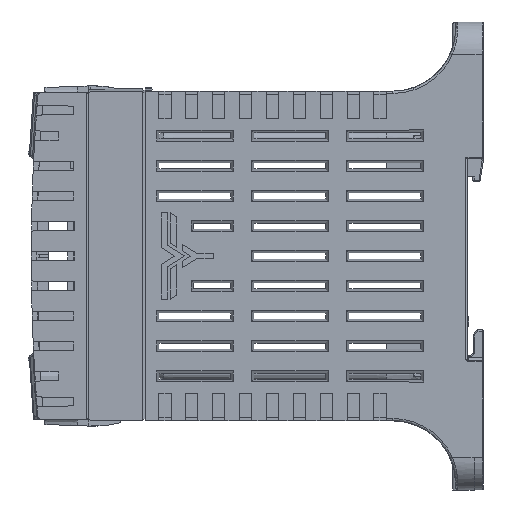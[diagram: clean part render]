
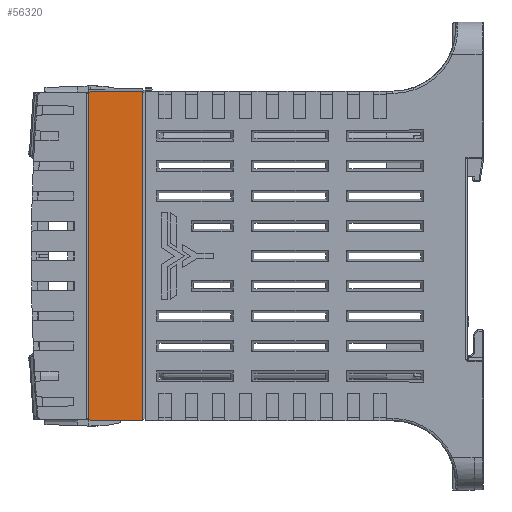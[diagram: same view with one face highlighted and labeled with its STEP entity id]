
A CAD part, left-side view. The second image highlights one B-rep face of the part: STEP entity #56320.
In plain terms, the highlighted planar face has unit normal (-1, 0.018, 0).
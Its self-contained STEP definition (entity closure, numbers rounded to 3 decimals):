
#2744=FACE_OUTER_BOUND('',#5513,.T.);
#5513=EDGE_LOOP('',(#38627,#38628,#38629,#38630));
#8694=LINE('',#78294,#15487);
#8695=LINE('',#78296,#15488);
#8696=LINE('',#78298,#15489);
#8697=LINE('',#78299,#15490);
#15487=VECTOR('',#63329,10.);
#15488=VECTOR('',#63330,10.);
#15489=VECTOR('',#63331,10.);
#15490=VECTOR('',#63332,10.);
#23276=VERTEX_POINT('',#78292);
#23277=VERTEX_POINT('',#78293);
#23278=VERTEX_POINT('',#78295);
#23279=VERTEX_POINT('',#78297);
#29491=EDGE_CURVE('',#23276,#23277,#8694,.T.);
#29492=EDGE_CURVE('',#23277,#23278,#8695,.T.);
#29493=EDGE_CURVE('',#23279,#23278,#8696,.T.);
#29494=EDGE_CURVE('',#23276,#23279,#8697,.T.);
#38627=ORIENTED_EDGE('',*,*,#29491,.T.);
#38628=ORIENTED_EDGE('',*,*,#29492,.T.);
#38629=ORIENTED_EDGE('',*,*,#29493,.F.);
#38630=ORIENTED_EDGE('',*,*,#29494,.F.);
#54622=PLANE('',#59147);
#56320=ADVANCED_FACE('',(#2744),#54622,.T.);
#59147=AXIS2_PLACEMENT_3D('',#78291,#63327,#63328);
#63327=DIRECTION('center_axis',(-1.,0.018,0.));
#63328=DIRECTION('ref_axis',(0.,0.,
1.));
#63329=DIRECTION('',(-0.018,-1.,-0.018));
#63330=DIRECTION('',(0.,0.,1.));
#63331=DIRECTION('',(-0.018,-1.,0.018));
#63332=DIRECTION('',(0.,0.,1.));
#78291=CARTESIAN_POINT('Origin',(-41.85,73.,-35.1));
#78292=CARTESIAN_POINT('',(-41.636,85.2,-35.386));
#78293=CARTESIAN_POINT('',(-41.841,73.5,-35.591));
#78294=CARTESIAN_POINT('',(-41.636,85.2,-35.386));
#78295=CARTESIAN_POINT('',(-41.841,73.5,35.591));
#78296=CARTESIAN_POINT('',(-41.841,73.5,0.359));
#78297=CARTESIAN_POINT('',(-41.636,85.2,35.386));
#78298=CARTESIAN_POINT('',(-41.636,85.2,35.386));
#78299=CARTESIAN_POINT('',(-41.636,85.2,-34.172));
